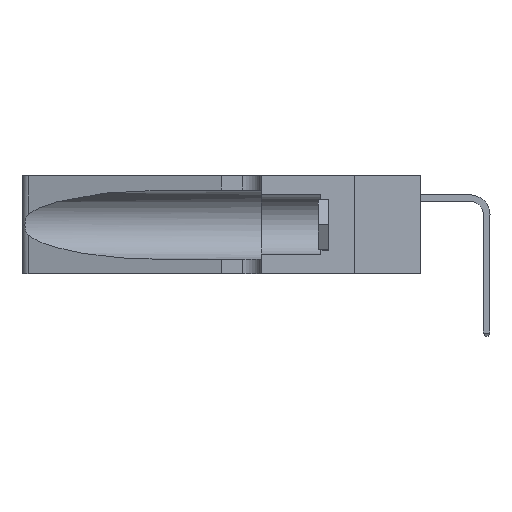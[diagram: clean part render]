
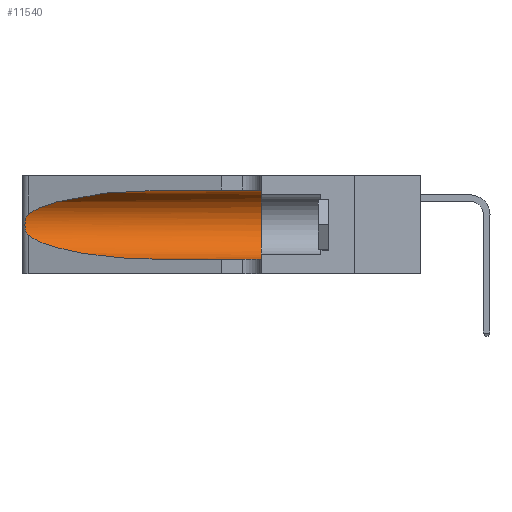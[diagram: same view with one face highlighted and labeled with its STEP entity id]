
A CAD part, left-side view. The second image highlights one B-rep face of the part: STEP entity #11540.
In plain terms, the highlighted cylindrical face has radius 3.308 mm (diameter 6.617 mm), a partial arc.
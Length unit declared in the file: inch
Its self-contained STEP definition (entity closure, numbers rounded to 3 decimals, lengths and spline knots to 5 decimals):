
#978 = ORIENTED_EDGE ( 'NONE', *, *, #17646, .T. ) ;
#1110 = CARTESIAN_POINT ( 'NONE',  ( 0.25487, 1.22718, 0.22369 ) ) ;
#1708 = DIRECTION ( 'NONE',  ( 0., -1., 0. ) ) ;
#1802 = CIRCLE ( 'NONE', #6457, 0.13025 ) ;
#2031 = CARTESIAN_POINT ( 'NONE',  ( 0.18966, 0.96281, 0.05475 ) ) ;
#4110 = CARTESIAN_POINT ( 'NONE',  ( 0.25787, 1.23484, 0.2124 ) ) ;
#4389 = AXIS2_PLACEMENT_3D ( 'NONE', #31389, #1708, #10687 ) ;
#5059 = CARTESIAN_POINT ( 'NONE',  ( 0.2373, 1.15595, 0.08982 ) ) ;
#5911 = LINE ( 'NONE', #37561, #28742 ) ;
#6457 = AXIS2_PLACEMENT_3D ( 'NONE', #15990, #36455, #19013 ) ;
#7032 = CARTESIAN_POINT ( 'NONE',  ( 0.25487, 1.22718, 0.22369 ) ) ;
#7162 = CARTESIAN_POINT ( 'NONE',  ( 0.1305, 1.61858, 0.31525 ) ) ;
#7165 = CARTESIAN_POINT ( 'NONE',  ( 0.26018, 1.23835, 0.19895 ) ) ;
#7236 = VERTEX_POINT ( 'NONE', #31515 ) ;
#8138 = CARTESIAN_POINT ( 'NONE',  ( 0.1305, 0.72297, 0.05475 ) ) ;
#8239 = DIRECTION ( 'NONE',  ( 0., -1., 0. ) ) ;
#9219 = LINE ( 'NONE', #7162, #24102 ) ;
#9332 = VERTEX_POINT ( 'NONE', #35491 ) ;
#10203 = CARTESIAN_POINT ( 'NONE',  ( 0.26075, 1.23896, 0.178 ) ) ;
#10687 = DIRECTION ( 'NONE',  ( 0., 0., -1. ) ) ;
#11218 = ORIENTED_EDGE ( 'NONE', *, *, #28138, .F. ) ;
#11283 = ORIENTED_EDGE ( 'NONE', *, *, #22830, .T. ) ;
#11540 = ADVANCED_FACE ( 'NONE', ( #24740 ), #31620, .F. ) ;
#12517 = EDGE_LOOP ( 'NONE', ( #11283, #35664, #978, #13180, #11218, #25145 ) ) ;
#12708 = B_SPLINE_CURVE_WITH_KNOTS ( 'NONE', 3,
 ( #7032, #33679, #22050, #4110, #24986, #7165, #27969, #10203, #30924, #13195, #33807, #16223, #36672, #19240 ),
 .UNSPECIFIED., .F., .F.,
 ( 4, 2, 2, 2, 2, 2, 4 ),
 ( 0., 0.00027, 0.00053, 0.00107, 0.0016, 0.00187, 0.00214 ),
 .UNSPECIFIED. ) ;
#12844 = VERTEX_POINT ( 'NONE', #22204 ) ;
#13085 = CARTESIAN_POINT ( 'NONE',  ( 0.1305, 0.72297, 0.31525 ) ) ;
#13180 = ORIENTED_EDGE ( 'NONE', *, *, #23096, .T. ) ;
#13195 = CARTESIAN_POINT ( 'NONE',  ( 0.25856, 1.23593, 0.16098 ) ) ;
#13381 = EDGE_CURVE ( 'NONE', #12844, #7236, #9219, .T. ) ;
#15990 = CARTESIAN_POINT ( 'NONE',  ( 0.1305, 0.35, 0.185 ) ) ;
#16115 = CARTESIAN_POINT ( 'NONE',  ( 0.18966, 0.96281, 0.31525 ) ) ;
#16223 = CARTESIAN_POINT ( 'NONE',  ( 0.25639, 1.23186, 0.15144 ) ) ;
#17646 = EDGE_CURVE ( 'NONE', #20607, #22750, #37167, .T. ) ;
#19013 = DIRECTION ( 'NONE',  ( 0., 0., 1. ) ) ;
#19139 = CARTESIAN_POINT ( 'NONE',  ( 0.2373, 1.15595, 0.28018 ) ) ;
#19240 = CARTESIAN_POINT ( 'NONE',  ( 0.25487, 1.22718, 0.14631 ) ) ;
#19680 = EDGE_CURVE ( 'NONE', #20643, #20607, #12708, .T. ) ;
#20607 = VERTEX_POINT ( 'NONE', #26474 ) ;
#20643 = VERTEX_POINT ( 'NONE', #29579 ) ;
#21567 = CARTESIAN_POINT ( 'NONE',  ( 0.1305, 0.72297, 0.05475 ) ) ;
#22050 = CARTESIAN_POINT ( 'NONE',  ( 0.25639, 1.23184, 0.21858 ) ) ;
#22204 = CARTESIAN_POINT ( 'NONE',  ( 0.1305, 0.72297, 0.31525 ) ) ;
#22750 = VERTEX_POINT ( 'NONE', #21567 ) ;
#22830 = EDGE_CURVE ( 'NONE', #12844, #20643, #26490, .T. ) ;
#23096 = EDGE_CURVE ( 'NONE', #22750, #9332, #5911, .T. ) ;
#24102 = VECTOR ( 'NONE', #36670, 39.37008 ) ;
#24740 = FACE_OUTER_BOUND ( 'NONE', #12517, .T. ) ;
#24986 = CARTESIAN_POINT ( 'NONE',  ( 0.25854, 1.2359, 0.20912 ) ) ;
#25145 = ORIENTED_EDGE ( 'NONE', *, *, #13381, .F. ) ;
#25917 = CARTESIAN_POINT ( 'NONE',  ( 0.25487, 1.22718, 0.14631 ) ) ;
#26474 = CARTESIAN_POINT ( 'NONE',  ( 0.25487, 1.22718, 0.14631 ) ) ;
#26490 =( BOUNDED_CURVE ( )  B_SPLINE_CURVE ( 3, ( #13085, #16115, #19139, #1110 ),
 .UNSPECIFIED., .F., .F. ) 
 B_SPLINE_CURVE_WITH_KNOTS ( ( 4, 4 ),
 ( 1.5708, 2.84003 ),
 .UNSPECIFIED. ) 
 CURVE ( )  GEOMETRIC_REPRESENTATION_ITEM ( )  RATIONAL_B_SPLINE_CURVE ( ( 1., 0.87, 0.87, 1. ) ) 
 REPRESENTATION_ITEM ( '' )  );
#27969 = CARTESIAN_POINT ( 'NONE',  ( 0.26075, 1.23896, 0.19203 ) ) ;
#28138 = EDGE_CURVE ( 'NONE', #7236, #9332, #1802, .T. ) ;
#28742 = VECTOR ( 'NONE', #8239, 39.37008 ) ;
#29579 = CARTESIAN_POINT ( 'NONE',  ( 0.25487, 1.22718, 0.22369 ) ) ;
#30924 = CARTESIAN_POINT ( 'NONE',  ( 0.26017, 1.23833, 0.17102 ) ) ;
#31389 = CARTESIAN_POINT ( 'NONE',  ( 0.1305, 1.61858, 0.185 ) ) ;
#31515 = CARTESIAN_POINT ( 'NONE',  ( 0.1305, 0.35, 0.31525 ) ) ;
#31620 = CYLINDRICAL_SURFACE ( 'NONE', #4389, 0.13025 ) ;
#33679 = CARTESIAN_POINT ( 'NONE',  ( 0.25555, 1.22994, 0.2215 ) ) ;
#33807 = CARTESIAN_POINT ( 'NONE',  ( 0.25789, 1.23486, 0.15765 ) ) ;
#35491 = CARTESIAN_POINT ( 'NONE',  ( 0.1305, 0.35, 0.05475 ) ) ;
#35664 = ORIENTED_EDGE ( 'NONE', *, *, #19680, .T. ) ;
#36455 = DIRECTION ( 'NONE',  ( 0., 1., 0. ) ) ;
#36670 = DIRECTION ( 'NONE',  ( 0., -1., 0. ) ) ;
#36672 = CARTESIAN_POINT ( 'NONE',  ( 0.25555, 1.22993, 0.14849 ) ) ;
#37167 =( BOUNDED_CURVE ( )  B_SPLINE_CURVE ( 3, ( #25917, #5059, #2031, #8138 ),
 .UNSPECIFIED., .F., .T. ) 
 B_SPLINE_CURVE_WITH_KNOTS ( ( 4, 4 ),
 ( 3.44316, 4.71239 ),
 .UNSPECIFIED. ) 
 CURVE ( )  GEOMETRIC_REPRESENTATION_ITEM ( )  RATIONAL_B_SPLINE_CURVE ( ( 1., 0.87, 0.87, 1. ) ) 
 REPRESENTATION_ITEM ( '' )  );
#37561 = CARTESIAN_POINT ( 'NONE',  ( 0.1305, 1.61858, 0.05475 ) ) ;
